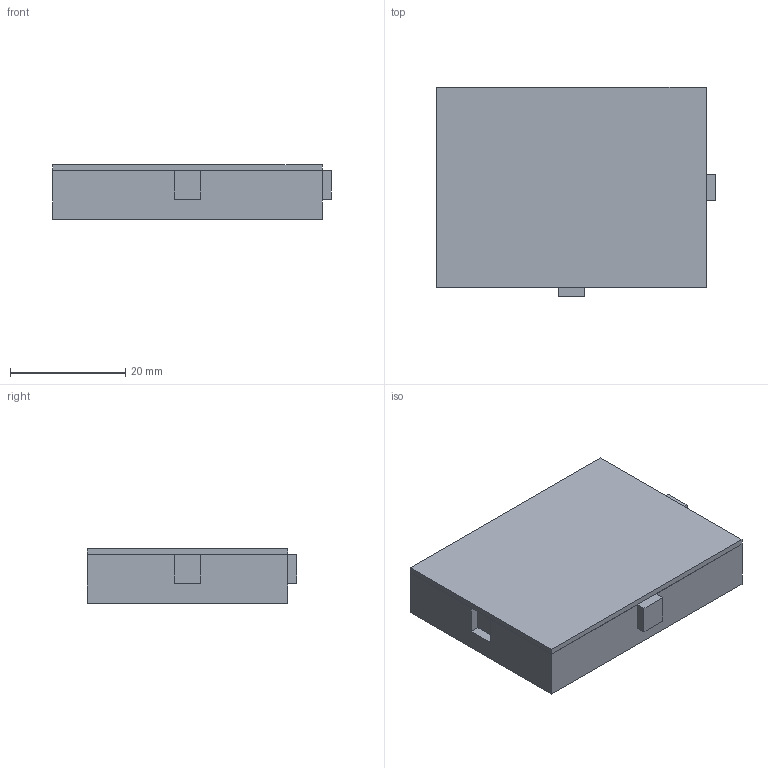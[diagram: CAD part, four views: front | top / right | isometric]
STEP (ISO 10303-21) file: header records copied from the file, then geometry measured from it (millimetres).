
FILE_DESCRIPTION (( 'STEP AP214' ), '1' );
FILE_NAME ('BreadBord.STEP', '2022-09-05T12:29:45', ( '' ), ( '' ), 'SwSTEP 2.0', 'SolidWorks 2022', '' );
FILE_SCHEMA (( 'AUTOMOTIVE_DESIGN' ));
Length unit declared in the file: millimetre
Products named in the file (1): BreadBord
Bounding box: 48.4 x 36.4 x 9.5 mm (x, y, z)
Volume: 13985.6 mm3; surface area: 11794.3 mm2
Topology: 2 solids, 2 shells, 1575 faces, 3508 edges, 2112 vertices
Faces by surface type: plane 1567, cylinder 8
Entity records: 41801 total; most frequent: CARTESIAN_POINT 7196, ORIENTED_EDGE 7016, DIRECTION 6676, EDGE_CURVE 3508, LINE 3492, VECTOR 3492, VERTEX_POINT 2112, EDGE_LOOP 1750
